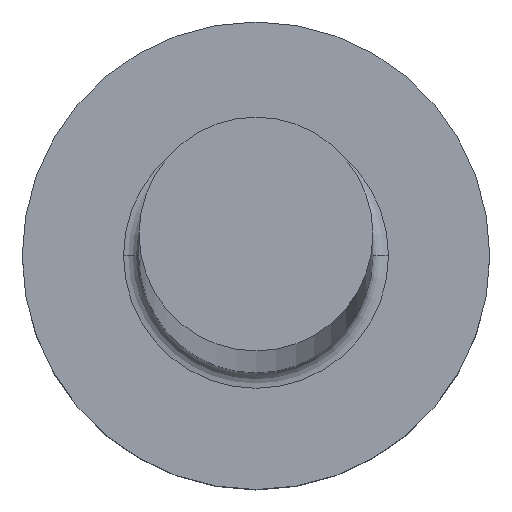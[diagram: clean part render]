
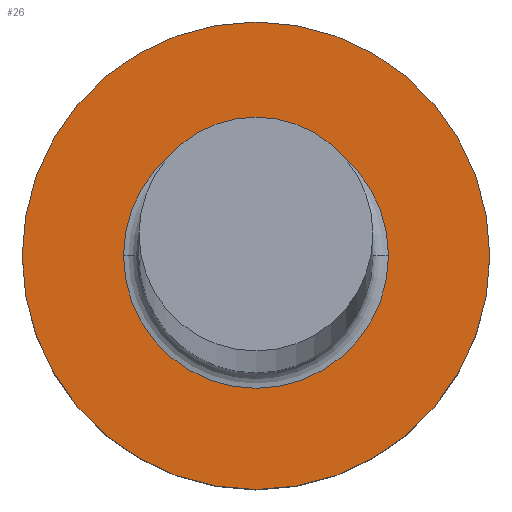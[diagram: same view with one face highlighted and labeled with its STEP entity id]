
A CAD part, top view. The second image highlights one B-rep face of the part: STEP entity #26.
In plain terms, the highlighted planar face has unit normal (0, 0, 1).
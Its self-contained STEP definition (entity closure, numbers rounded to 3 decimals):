
#20 = VERTEX_POINT ( 'NONE', #95 ) ;
#22 = EDGE_LOOP ( 'NONE', ( #48, #258 ) ) ;
#23 = CARTESIAN_POINT ( 'NONE',  ( 0., 0., 3. ) ) ;
#26 = ADVANCED_FACE ( 'NONE', ( #289, #145 ), #118, .T. ) ;
#28 = DIRECTION ( 'NONE',  ( 1., 0., 0. ) ) ;
#31 = DIRECTION ( 'NONE',  ( 0., 0., -1. ) ) ;
#32 = EDGE_CURVE ( 'NONE', #164, #20, #232, .T. ) ;
#48 = ORIENTED_EDGE ( 'NONE', *, *, #53, .T. ) ;
#50 = CIRCLE ( 'NONE', #123, 3. ) ;
#52 = CARTESIAN_POINT ( 'NONE',  ( -1.7, 0., 3. ) ) ;
#53 = EDGE_CURVE ( 'NONE', #138, #87, #213, .T. ) ;
#54 = DIRECTION ( 'NONE',  ( 0., 0., -1. ) ) ;
#76 = CARTESIAN_POINT ( 'NONE',  ( 0., 0., 3. ) ) ;
#77 = DIRECTION ( 'NONE',  ( 1., 0., 0. ) ) ;
#78 = EDGE_CURVE ( 'NONE', #87, #138, #188, .T. ) ;
#79 = DIRECTION ( 'NONE',  ( 1., 0., 0. ) ) ;
#86 = AXIS2_PLACEMENT_3D ( 'NONE', #143, #218, #77 ) ;
#87 = VERTEX_POINT ( 'NONE', #52 ) ;
#91 = ORIENTED_EDGE ( 'NONE', *, *, #149, .T. ) ;
#95 = CARTESIAN_POINT ( 'NONE',  ( -3., 0., 3. ) ) ;
#111 = EDGE_LOOP ( 'NONE', ( #91, #113 ) ) ;
#113 = ORIENTED_EDGE ( 'NONE', *, *, #32, .T. ) ;
#114 = CARTESIAN_POINT ( 'NONE',  ( 0., 0., 3. ) ) ;
#118 = PLANE ( 'NONE',  #270 ) ;
#123 = AXIS2_PLACEMENT_3D ( 'NONE', #114, #306, #189 ) ;
#138 = VERTEX_POINT ( 'NONE', #291 ) ;
#140 = DIRECTION ( 'NONE',  ( 0., 0., 1. ) ) ;
#143 = CARTESIAN_POINT ( 'NONE',  ( 0., 0., 3. ) ) ;
#145 = FACE_OUTER_BOUND ( 'NONE', #111, .T. ) ;
#149 = EDGE_CURVE ( 'NONE', #20, #164, #50, .T. ) ;
#164 = VERTEX_POINT ( 'NONE', #287 ) ;
#169 = CARTESIAN_POINT ( 'NONE',  ( 0., 0., 3. ) ) ;
#188 = CIRCLE ( 'NONE', #307, 1.7 ) ;
#189 = DIRECTION ( 'NONE',  ( 1., 0., 0. ) ) ;
#207 = AXIS2_PLACEMENT_3D ( 'NONE', #169, #54, #28 ) ;
#213 = CIRCLE ( 'NONE', #207, 1.7 ) ;
#218 = DIRECTION ( 'NONE',  ( 0., 0., 1. ) ) ;
#232 = CIRCLE ( 'NONE', #86, 3. ) ;
#240 = DIRECTION ( 'NONE',  ( 1., 0., 0. ) ) ;
#258 = ORIENTED_EDGE ( 'NONE', *, *, #78, .T. ) ;
#270 = AXIS2_PLACEMENT_3D ( 'NONE', #76, #140, #79 ) ;
#287 = CARTESIAN_POINT ( 'NONE',  ( 3., 0., 3. ) ) ;
#289 = FACE_BOUND ( 'NONE', #22, .T. ) ;
#291 = CARTESIAN_POINT ( 'NONE',  ( 1.7, 0., 3. ) ) ;
#306 = DIRECTION ( 'NONE',  ( 0., 0., 1. ) ) ;
#307 = AXIS2_PLACEMENT_3D ( 'NONE', #23, #31, #240 ) ;
